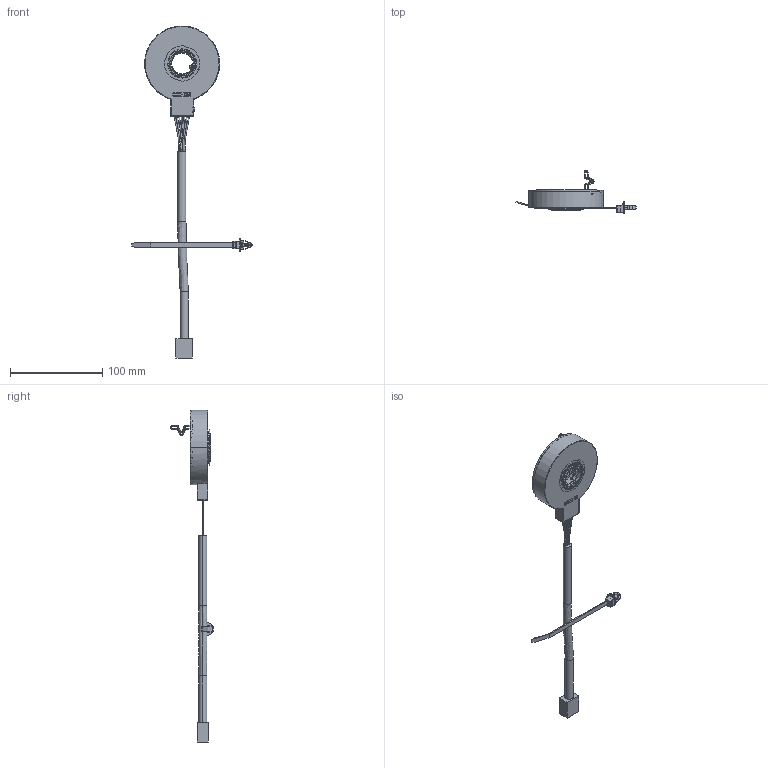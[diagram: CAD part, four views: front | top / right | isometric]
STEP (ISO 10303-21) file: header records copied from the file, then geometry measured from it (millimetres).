
FILE_DESCRIPTION((''),'2;1');
FILE_NAME('SX-4289_SW0001','2012-11-12T',('BMozley'),(''),'PRO/ENGINEER BY PARAMETRIC TECHNOLOGY CORPORATION, 2012230','PRO/ENGINEER BY PARAMETRIC TECHNOLOGY CORPORATION, 2012230','');
FILE_SCHEMA(('CONFIG_CONTROL_DESIGN'));
Length unit declared in the file: inch
Products named in the file (1): SX-4289_SW0001
Bounding box: 130.4 x 46.7 x 359.89 mm (x, y, z)
Volume: 105373 mm3; surface area: 35080.2 mm2
Topology: 4 solids, 4 shells, 1573 faces, 4306 edges, 2715 vertices
Faces by surface type: plane 683, cylinder 567, torus 137, cone 88, sphere 72, bspline 26
Entity records: 57762 total; most frequent: CARTESIAN_POINT 17799, ORIENTED_EDGE 8612, DIRECTION 8282, EDGE_CURVE 4306, AXIS2_PLACEMENT_3D 3048, VERTEX_POINT 2715, VECTOR 2186, LINE 2186
